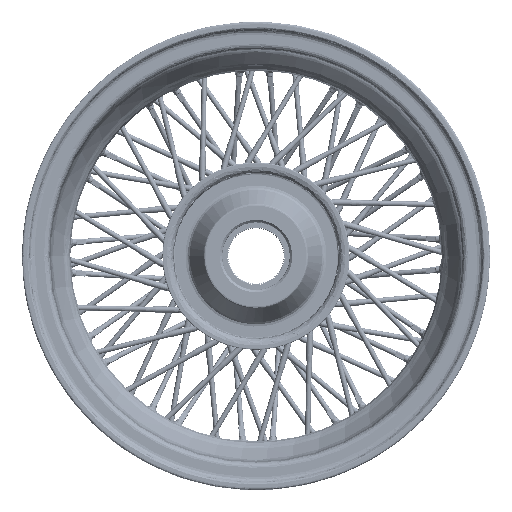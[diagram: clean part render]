
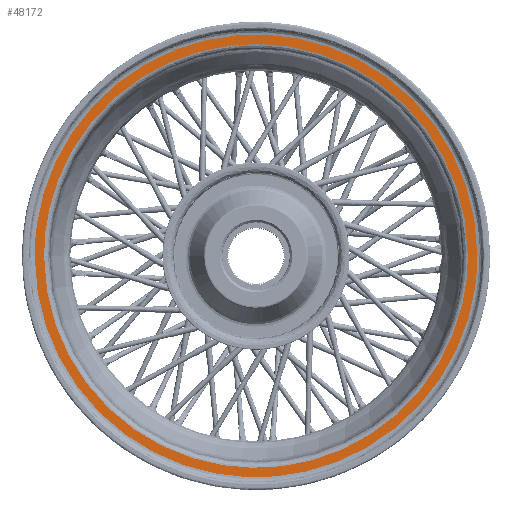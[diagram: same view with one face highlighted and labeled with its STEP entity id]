
A CAD part, top view. The second image highlights one B-rep face of the part: STEP entity #48172.
In plain terms, the highlighted free-form (B-spline) face has degree [1, 1] with [2, 2] control points.
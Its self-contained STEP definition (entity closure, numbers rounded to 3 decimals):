
#14764 = VERTEX_POINT('',#14765);
#14765 = CARTESIAN_POINT('',(177.776,0.,93.322));
#14773 = VERTEX_POINT('',#14774);
#14774 = CARTESIAN_POINT('',(-177.776,0.,
    93.322));
#14780 = EDGE_CURVE('',#14773,#14764,#14781,.T.);
#14781 = ( BOUNDED_CURVE() B_SPLINE_CURVE(2,(#14782,#14783,#14784,#14785
,#14786),.UNSPECIFIED.,.F.,.F.) B_SPLINE_CURVE_WITH_KNOTS((3,2,3),(
    3.142,4.712,6.283),
.PIECEWISE_BEZIER_KNOTS.) CURVE() GEOMETRIC_REPRESENTATION_ITEM() 
RATIONAL_B_SPLINE_CURVE((1.,0.707,1.,0.707,1.)) 
REPRESENTATION_ITEM('') );
#14782 = CARTESIAN_POINT('',(-177.776,0.,
    93.322));
#14783 = CARTESIAN_POINT('',(-177.776,-177.776,
    93.322));
#14784 = CARTESIAN_POINT('',(0.,-177.776,
    93.322));
#14785 = CARTESIAN_POINT('',(177.776,-177.776,
    93.322));
#14786 = CARTESIAN_POINT('',(177.776,0.,
    93.322));
#14807 = EDGE_CURVE('',#14808,#14810,#14812,.T.);
#14808 = VERTEX_POINT('',#14809);
#14809 = CARTESIAN_POINT('',(170.206,0.,93.322));
#14810 = VERTEX_POINT('',#14811);
#14811 = CARTESIAN_POINT('',(-170.206,0.,
    93.322));
#14812 = ( BOUNDED_CURVE() B_SPLINE_CURVE(2,(#14813,#14814,#14815,#14816
,#14817),.UNSPECIFIED.,.F.,.F.) B_SPLINE_CURVE_WITH_KNOTS((3,2,3),(0.,
1.571,3.142),.PIECEWISE_BEZIER_KNOTS.) CURVE() 
GEOMETRIC_REPRESENTATION_ITEM() RATIONAL_B_SPLINE_CURVE((1.,
0.707,1.,0.707,1.)) REPRESENTATION_ITEM('') );
#14813 = CARTESIAN_POINT('',(170.206,0.,93.322));
#14814 = CARTESIAN_POINT('',(170.206,170.206,
    93.322));
#14815 = CARTESIAN_POINT('',(0.,170.206,
    93.322));
#14816 = CARTESIAN_POINT('',(-170.206,170.206,
    93.322));
#14817 = CARTESIAN_POINT('',(-170.206,0.,
    93.322));
#48147 = EDGE_CURVE('',#14810,#14808,#48148,.T.);
#48148 = ( BOUNDED_CURVE() B_SPLINE_CURVE(2,(#48149,#48150,#48151,#48152
,#48153),.UNSPECIFIED.,.F.,.F.) B_SPLINE_CURVE_WITH_KNOTS((3,2,3),(
    3.142,4.712,6.283),
.PIECEWISE_BEZIER_KNOTS.) CURVE() GEOMETRIC_REPRESENTATION_ITEM() 
RATIONAL_B_SPLINE_CURVE((1.,0.707,1.,0.707,1.)) 
REPRESENTATION_ITEM('') );
#48149 = CARTESIAN_POINT('',(-170.206,0.,
    93.322));
#48150 = CARTESIAN_POINT('',(-170.206,-170.206,
    93.322));
#48151 = CARTESIAN_POINT('',(0.,-170.206,
    93.322));
#48152 = CARTESIAN_POINT('',(170.206,-170.206,
    93.322));
#48153 = CARTESIAN_POINT('',(170.206,0.,
    93.322));
#48172 = ADVANCED_FACE('',(#48173,#48177),#48188,.F.);
#48173 = FACE_BOUND('',#48174,.T.);
#48174 = EDGE_LOOP('',(#48175,#48176));
#48175 = ORIENTED_EDGE('',*,*,#14807,.F.);
#48176 = ORIENTED_EDGE('',*,*,#48147,.F.);
#48177 = FACE_BOUND('',#48178,.T.);
#48178 = EDGE_LOOP('',(#48179,#48187));
#48179 = ORIENTED_EDGE('',*,*,#48180,.T.);
#48180 = EDGE_CURVE('',#14764,#14773,#48181,.T.);
#48181 = ( BOUNDED_CURVE() B_SPLINE_CURVE(2,(#48182,#48183,#48184,#48185
,#48186),.UNSPECIFIED.,.F.,.F.) B_SPLINE_CURVE_WITH_KNOTS((3,2,3),(0.,
1.571,3.142),.PIECEWISE_BEZIER_KNOTS.) CURVE() 
GEOMETRIC_REPRESENTATION_ITEM() RATIONAL_B_SPLINE_CURVE((1.,
0.707,1.,0.707,1.)) REPRESENTATION_ITEM('') );
#48182 = CARTESIAN_POINT('',(177.776,0.,93.322));
#48183 = CARTESIAN_POINT('',(177.776,177.776,
    93.322));
#48184 = CARTESIAN_POINT('',(0.,177.776,
    93.322));
#48185 = CARTESIAN_POINT('',(-177.776,177.776,
    93.322));
#48186 = CARTESIAN_POINT('',(-177.776,0.,
    93.322));
#48187 = ORIENTED_EDGE('',*,*,#14780,.T.);
#48188 = B_SPLINE_SURFACE_WITH_KNOTS('',1,1,(
    (#48189,#48190)
    ,(#48191,#48192
    )),.UNSPECIFIED.,.F.,.F.,.F.,(2,2),(2,2),(-210.5,210.5),(-421.,0.),
  .PIECEWISE_BEZIER_KNOTS.);
#48189 = CARTESIAN_POINT('',(177.776,-177.776,
    93.322));
#48190 = CARTESIAN_POINT('',(177.776,177.776,
    93.322));
#48191 = CARTESIAN_POINT('',(-177.776,-177.776,
    93.322));
#48192 = CARTESIAN_POINT('',(-177.776,177.776,
    93.322));
